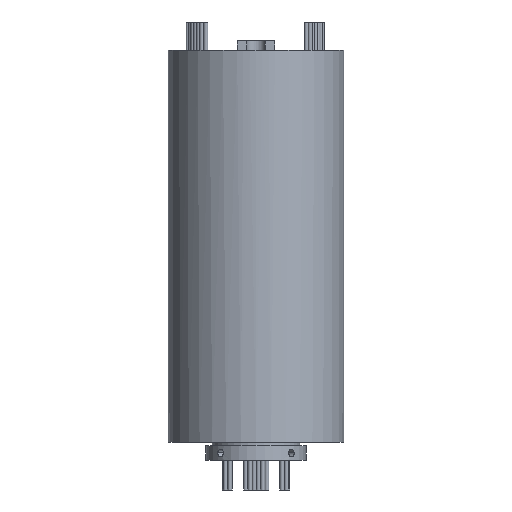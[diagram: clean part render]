
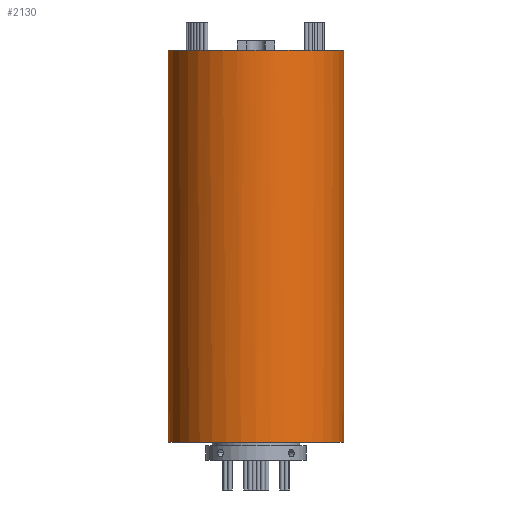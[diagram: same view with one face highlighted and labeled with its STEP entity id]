
A CAD part, front view. The second image highlights one B-rep face of the part: STEP entity #2130.
In plain terms, the highlighted cylindrical face has radius 28 mm (diameter 56 mm), a partial arc.
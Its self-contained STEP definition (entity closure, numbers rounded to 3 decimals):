
#149 = DIRECTION ( 'NONE',  ( 1., 0., 0. ) ) ;
#221 = DIRECTION ( 'NONE',  ( 0., 0., 1. ) ) ;
#240 = DIRECTION ( 'NONE',  ( 1., 0., 0. ) ) ;
#272 = CARTESIAN_POINT ( 'NONE',  ( 0., -28., 130.7 ) ) ;
#963 = EDGE_CURVE ( 'NONE', #6069, #7398, #9781, .T. ) ;
#1243 = ORIENTED_EDGE ( 'NONE', *, *, #2747, .F. ) ;
#1313 = CIRCLE ( 'NONE', #4332, 28. ) ;
#1487 = EDGE_CURVE ( 'NONE', #3114, #5016, #3182, .T. ) ;
#1537 = VERTEX_POINT ( 'NONE', #272 ) ;
#1554 = VECTOR ( 'NONE', #5733, 1000. ) ;
#1689 = LINE ( 'NONE', #1998, #8477 ) ;
#1878 = ORIENTED_EDGE ( 'NONE', *, *, #963, .T. ) ;
#1914 = DIRECTION ( 'NONE',  ( -1., 0., 0. ) ) ;
#1998 = CARTESIAN_POINT ( 'NONE',  ( -28., 0., 130.7 ) ) ;
#2130 = ADVANCED_FACE ( 'NONE', ( #10854 ), #6332, .T. ) ;
#2178 = EDGE_CURVE ( 'NONE', #5016, #7398, #10316, .T. ) ;
#2432 = AXIS2_PLACEMENT_3D ( 'NONE', #4140, #8158, #3236 ) ;
#2622 = ORIENTED_EDGE ( 'NONE', *, *, #6212, .T. ) ;
#2721 = VERTEX_POINT ( 'NONE', #9512 ) ;
#2747 = EDGE_CURVE ( 'NONE', #4075, #2721, #8322, .T. ) ;
#3114 = VERTEX_POINT ( 'NONE', #7538 ) ;
#3182 = CIRCLE ( 'NONE', #8840, 28. ) ;
#3236 = DIRECTION ( 'NONE',  ( 1., 0., 0. ) ) ;
#3253 = ORIENTED_EDGE ( 'NONE', *, *, #2178, .F. ) ;
#3490 = EDGE_LOOP ( 'NONE', ( #3253, #3897, #4989, #6243, #1243, #2622, #1878 ) ) ;
#3621 = DIRECTION ( 'NONE',  ( 0., 0., -1. ) ) ;
#3897 = ORIENTED_EDGE ( 'NONE', *, *, #1487, .F. ) ;
#3901 = CARTESIAN_POINT ( 'NONE',  ( -28., 0., 130.7 ) ) ;
#4075 = VERTEX_POINT ( 'NONE', #3901 ) ;
#4140 = CARTESIAN_POINT ( 'NONE',  ( 0., 0., 5.7 ) ) ;
#4332 = AXIS2_PLACEMENT_3D ( 'NONE', #10341, #5255, #149 ) ;
#4431 = DIRECTION ( 'NONE',  ( 0., 0., -1. ) ) ;
#4543 = EDGE_CURVE ( 'NONE', #1537, #3114, #11021, .T. ) ;
#4638 = DIRECTION ( 'NONE',  ( 0., 0., 1. ) ) ;
#4989 = ORIENTED_EDGE ( 'NONE', *, *, #4543, .F. ) ;
#5016 = VERTEX_POINT ( 'NONE', #7373 ) ;
#5198 = CARTESIAN_POINT ( 'NONE',  ( -28., 0., 5.7 ) ) ;
#5255 = DIRECTION ( 'NONE',  ( 0., 0., 1. ) ) ;
#5338 = CARTESIAN_POINT ( 'NONE',  ( 0., 0., 130.7 ) ) ;
#5353 = DIRECTION ( 'NONE',  ( 0., 0., 1. ) ) ;
#5733 = DIRECTION ( 'NONE',  ( 0., 0., -1. ) ) ;
#6069 = VERTEX_POINT ( 'NONE', #5198 ) ;
#6175 = DIRECTION ( 'NONE',  ( 1., 0., 0. ) ) ;
#6212 = EDGE_CURVE ( 'NONE', #4075, #6069, #1689, .T. ) ;
#6243 = ORIENTED_EDGE ( 'NONE', *, *, #6951, .F. ) ;
#6332 = CYLINDRICAL_SURFACE ( 'NONE', #10483, 28. ) ;
#6436 = AXIS2_PLACEMENT_3D ( 'NONE', #5338, #221, #6175 ) ;
#6688 = CARTESIAN_POINT ( 'NONE',  ( 28., 0., 5.7 ) ) ;
#6951 = EDGE_CURVE ( 'NONE', #2721, #1537, #1313, .T. ) ;
#6990 = CARTESIAN_POINT ( 'NONE',  ( 0., 0., 130.7 ) ) ;
#7373 = CARTESIAN_POINT ( 'NONE',  ( 28., 0., 130.7 ) ) ;
#7398 = VERTEX_POINT ( 'NONE', #6688 ) ;
#7538 = CARTESIAN_POINT ( 'NONE',  ( 6., -27.35, 130.7 ) ) ;
#8158 = DIRECTION ( 'NONE',  ( 0., 0., 1. ) ) ;
#8322 = CIRCLE ( 'NONE', #6436, 28. ) ;
#8477 = VECTOR ( 'NONE', #3621, 1000. ) ;
#8582 = AXIS2_PLACEMENT_3D ( 'NONE', #9711, #4638, #10573 ) ;
#8840 = AXIS2_PLACEMENT_3D ( 'NONE', #10423, #5353, #240 ) ;
#9512 = CARTESIAN_POINT ( 'NONE',  ( -6., -27.35, 130.7 ) ) ;
#9711 = CARTESIAN_POINT ( 'NONE',  ( 0., 0., 130.7 ) ) ;
#9781 = CIRCLE ( 'NONE', #2432, 28. ) ;
#10316 = LINE ( 'NONE', #10819, #1554 ) ;
#10341 = CARTESIAN_POINT ( 'NONE',  ( 0., 0., 130.7 ) ) ;
#10423 = CARTESIAN_POINT ( 'NONE',  ( 0., 0., 130.7 ) ) ;
#10483 = AXIS2_PLACEMENT_3D ( 'NONE', #6990, #4431, #1914 ) ;
#10573 = DIRECTION ( 'NONE',  ( 1., 0., 0. ) ) ;
#10819 = CARTESIAN_POINT ( 'NONE',  ( 28., 0., 130.7 ) ) ;
#10854 = FACE_OUTER_BOUND ( 'NONE', #3490, .T. ) ;
#11021 = CIRCLE ( 'NONE', #8582, 28. ) ;
